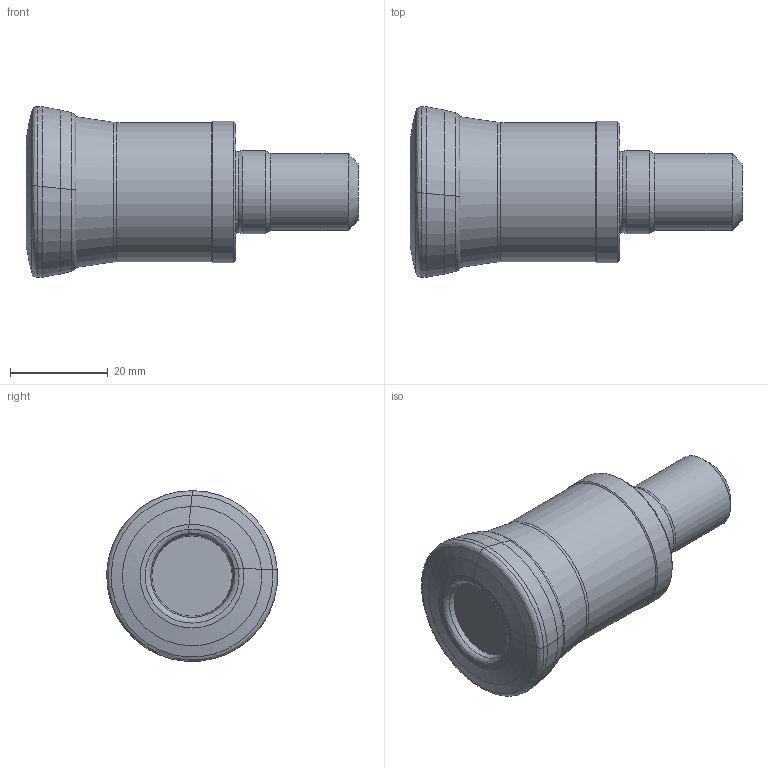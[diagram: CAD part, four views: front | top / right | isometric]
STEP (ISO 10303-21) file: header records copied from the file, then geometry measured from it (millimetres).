
FILE_DESCRIPTION(/* description */ (''),/* implementation_level */ '2;1');
FILE_NAME(/* name */ 'AHFMC-SD09T3-D35-M16-L43-Z03-H.stp',/* time_stamp */ '2023-10-18T11:27:58+03:00',/* author */ (''),/* organization */ (''),/* preprocessor_version */ 'ST-DEVELOPER v19.4',/* originating_system */ 'SIEMENS PLM Software NX2306.5001',/* authorisation */ '');
FILE_SCHEMA (('AUTOMOTIVE_DESIGN { 1 0 10303 214 3 1 1 1 }'));
Length unit declared in the file: millimetre
Products named in the file (1): AHFMC-SD09T3-D35-M16-L43-Z03-H-LIGHT_x_t_objects
Bounding box: 68 x 34.94 x 34.96 mm (x, y, z)
Volume: 40158.5 mm3; surface area: 9226.5 mm2
Topology: 2 solids, 2 shells, 55 faces, 106 edges, 54 vertices
Faces by surface type: bspline 28, plane 7, cone 7, torus 6, cylinder 4, revolution 3
Full cylindrical faces by diameter (mm): 15.75 x1, 17 x1, 28.5 x1, 29 x1
Entity records: 1608 total; most frequent: CARTESIAN_POINT 612, DIRECTION 201, ORIENTED_EDGE 172, AXIS2_PLACEMENT_3D 87, EDGE_CURVE 86, EDGE_LOOP 76, CIRCLE 62, ADVANCED_FACE 55
